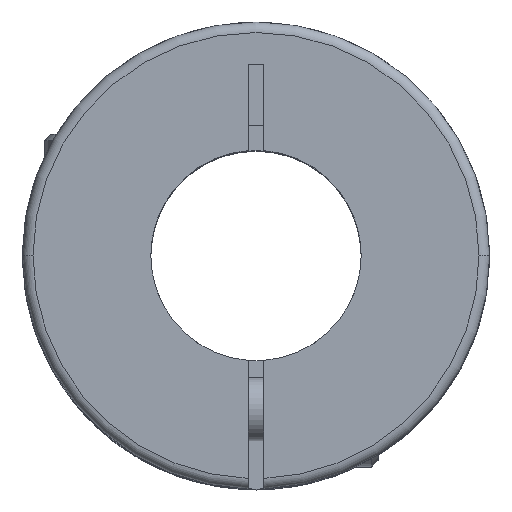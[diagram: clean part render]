
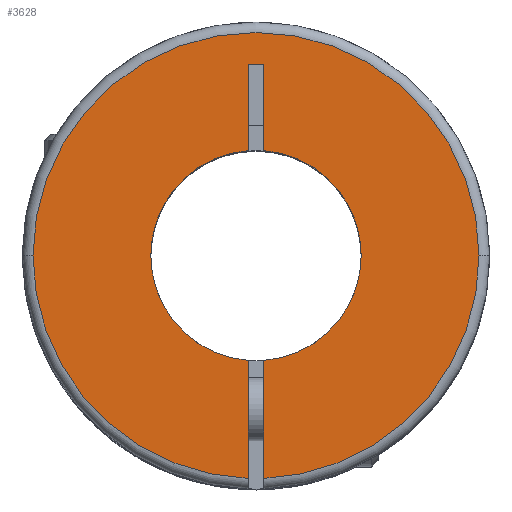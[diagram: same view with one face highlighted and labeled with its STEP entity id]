
A CAD part, top view. The second image highlights one B-rep face of the part: STEP entity #3628.
In plain terms, the highlighted planar face has unit normal (0, 0, 1).
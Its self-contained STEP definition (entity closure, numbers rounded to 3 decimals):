
#38 = DIRECTION ( 'NONE',  ( 0., -1., 0. ) ) ;
#99 = AXIS2_PLACEMENT_3D ( 'NONE', #1769, #722, #1449 ) ;
#104 = VERTEX_POINT ( 'NONE', #1558 ) ;
#124 = DIRECTION ( 'NONE',  ( -1., 0., 0. ) ) ;
#136 = VERTEX_POINT ( 'NONE', #2460 ) ;
#144 = CARTESIAN_POINT ( 'NONE',  ( 0.375, 9.1, 0. ) ) ;
#181 = AXIS2_PLACEMENT_3D ( 'NONE', #315, #3441, #640 ) ;
#210 = VERTEX_POINT ( 'NONE', #4018 ) ;
#266 = VERTEX_POINT ( 'NONE', #2288 ) ;
#314 = VERTEX_POINT ( 'NONE', #3679 ) ;
#315 = CARTESIAN_POINT ( 'NONE',  ( 0., 0., 0. ) ) ;
#322 = ORIENTED_EDGE ( 'NONE', *, *, #1042, .F. ) ;
#341 = LINE ( 'NONE', #414, #3394 ) ;
#414 = CARTESIAN_POINT ( 'NONE',  ( 0.375, -11.1, 0. ) ) ;
#455 = CARTESIAN_POINT ( 'NONE',  ( 0., 0., 0. ) ) ;
#484 = EDGE_CURVE ( 'NONE', #639, #210, #2112, .T. ) ;
#490 = DIRECTION ( 'NONE',  ( 0., 0., -1. ) ) ;
#513 = CIRCLE ( 'NONE', #4365, 5. ) ;
#530 = LINE ( 'NONE', #3607, #2370 ) ;
#569 = CARTESIAN_POINT ( 'NONE',  ( -5., 0., 0. ) ) ;
#619 = ORIENTED_EDGE ( 'NONE', *, *, #1033, .T. ) ;
#639 = VERTEX_POINT ( 'NONE', #3849 ) ;
#640 = DIRECTION ( 'NONE',  ( -1., 0., 0. ) ) ;
#656 = CIRCLE ( 'NONE', #2954, 10.6 ) ;
#701 = CARTESIAN_POINT ( 'NONE',  ( 0., 0., 0. ) ) ;
#722 = DIRECTION ( 'NONE',  ( 0., 0., -1. ) ) ;
#748 = DIRECTION ( 'NONE',  ( 0., 0., -1. ) ) ;
#769 = EDGE_CURVE ( 'NONE', #3390, #1351, #3445, .T. ) ;
#805 = VERTEX_POINT ( 'NONE', #2968 ) ;
#840 = AXIS2_PLACEMENT_3D ( 'NONE', #701, #3031, #38 ) ;
#945 = AXIS2_PLACEMENT_3D ( 'NONE', #2512, #3864, #1654 ) ;
#955 = CARTESIAN_POINT ( 'NONE',  ( -0.375, 4.986, 0. ) ) ;
#997 = CARTESIAN_POINT ( 'NONE',  ( -0.375, 9.1, 0. ) ) ;
#1033 = EDGE_CURVE ( 'NONE', #314, #805, #2023, .T. ) ;
#1042 = EDGE_CURVE ( 'NONE', #210, #266, #656, .T. ) ;
#1160 = EDGE_LOOP ( 'NONE', ( #1206, #1348, #2267, #3202, #3248, #4286, #2583, #619, #2840, #1840, #322 ) ) ;
#1203 = VECTOR ( 'NONE', #2361, 1000. ) ;
#1206 = ORIENTED_EDGE ( 'NONE', *, *, #484, .F. ) ;
#1348 = ORIENTED_EDGE ( 'NONE', *, *, #3680, .F. ) ;
#1351 = VERTEX_POINT ( 'NONE', #955 ) ;
#1363 = EDGE_CURVE ( 'NONE', #104, #1351, #3367, .T. ) ;
#1370 = CARTESIAN_POINT ( 'NONE',  ( 0.375, -10.593, 0. ) ) ;
#1449 = DIRECTION ( 'NONE',  ( -1., 0., 0. ) ) ;
#1558 = CARTESIAN_POINT ( 'NONE',  ( -0.375, 9.1, 0. ) ) ;
#1654 = DIRECTION ( 'NONE',  ( -1., 0., 0. ) ) ;
#1769 = CARTESIAN_POINT ( 'NONE',  ( 0., 0., 0. ) ) ;
#1840 = ORIENTED_EDGE ( 'NONE', *, *, #3180, .F. ) ;
#1863 = DIRECTION ( 'NONE',  ( -1., 0., 0. ) ) ;
#2023 = CIRCLE ( 'NONE', #99, 5. ) ;
#2049 = AXIS2_PLACEMENT_3D ( 'NONE', #455, #3233, #124 ) ;
#2112 = CIRCLE ( 'NONE', #181, 10.6 ) ;
#2117 = EDGE_CURVE ( 'NONE', #4117, #104, #2863, .T. ) ;
#2127 = CIRCLE ( 'NONE', #2049, 10.6 ) ;
#2267 = ORIENTED_EDGE ( 'NONE', *, *, #3755, .T. ) ;
#2288 = CARTESIAN_POINT ( 'NONE',  ( 10.6, 0., 0. ) ) ;
#2342 = DIRECTION ( 'NONE',  ( 0., -1., 0. ) ) ;
#2361 = DIRECTION ( 'NONE',  ( 0., 1., 0. ) ) ;
#2370 = VECTOR ( 'NONE', #4309, 1000. ) ;
#2388 = CARTESIAN_POINT ( 'NONE',  ( 0.375, -11.1, 0. ) ) ;
#2460 = CARTESIAN_POINT ( 'NONE',  ( -0.375, -4.986, 0. ) ) ;
#2512 = CARTESIAN_POINT ( 'NONE',  ( 0., 0., 0. ) ) ;
#2583 = ORIENTED_EDGE ( 'NONE', *, *, #3053, .F. ) ;
#2656 = VERTEX_POINT ( 'NONE', #1370 ) ;
#2720 = CARTESIAN_POINT ( 'NONE',  ( 0., 0., 0. ) ) ;
#2721 = LINE ( 'NONE', #2388, #1203 ) ;
#2792 = DIRECTION ( 'NONE',  ( -1., 0., 0. ) ) ;
#2840 = ORIENTED_EDGE ( 'NONE', *, *, #3574, .F. ) ;
#2863 = LINE ( 'NONE', #2881, #3542 ) ;
#2881 = CARTESIAN_POINT ( 'NONE',  ( 0.375, 9.1, 0. ) ) ;
#2899 = VECTOR ( 'NONE', #2342, 1000. ) ;
#2954 = AXIS2_PLACEMENT_3D ( 'NONE', #2720, #748, #2792 ) ;
#2968 = CARTESIAN_POINT ( 'NONE',  ( 0.375, -4.986, 0. ) ) ;
#3031 = DIRECTION ( 'NONE',  ( 0., 0., -1. ) ) ;
#3053 = EDGE_CURVE ( 'NONE', #314, #4117, #341, .T. ) ;
#3139 = DIRECTION ( 'NONE',  ( 0., 1., 0. ) ) ;
#3180 = EDGE_CURVE ( 'NONE', #266, #2656, #2127, .T. ) ;
#3195 = DIRECTION ( 'NONE',  ( -1., 0., 0. ) ) ;
#3202 = ORIENTED_EDGE ( 'NONE', *, *, #769, .T. ) ;
#3233 = DIRECTION ( 'NONE',  ( 0., 0., -1. ) ) ;
#3248 = ORIENTED_EDGE ( 'NONE', *, *, #1363, .F. ) ;
#3367 = LINE ( 'NONE', #997, #2899 ) ;
#3390 = VERTEX_POINT ( 'NONE', #569 ) ;
#3394 = VECTOR ( 'NONE', #3139, 1000. ) ;
#3404 = FACE_OUTER_BOUND ( 'NONE', #1160, .T. ) ;
#3441 = DIRECTION ( 'NONE',  ( 0., 0., -1. ) ) ;
#3445 = CIRCLE ( 'NONE', #945, 5. ) ;
#3542 = VECTOR ( 'NONE', #3195, 1000. ) ;
#3574 = EDGE_CURVE ( 'NONE', #2656, #805, #2721, .T. ) ;
#3607 = CARTESIAN_POINT ( 'NONE',  ( -0.375, 9.1, 0. ) ) ;
#3628 = ADVANCED_FACE ( 'NONE', ( #3404 ), #3708, .F. ) ;
#3679 = CARTESIAN_POINT ( 'NONE',  ( 0.375, 4.986, 0. ) ) ;
#3680 = EDGE_CURVE ( 'NONE', #136, #639, #530, .T. ) ;
#3708 = PLANE ( 'NONE',  #840 ) ;
#3755 = EDGE_CURVE ( 'NONE', #136, #3390, #513, .T. ) ;
#3849 = CARTESIAN_POINT ( 'NONE',  ( -0.375, -10.593, 0. ) ) ;
#3864 = DIRECTION ( 'NONE',  ( 0., 0., -1. ) ) ;
#4018 = CARTESIAN_POINT ( 'NONE',  ( -10.6, 0., 0. ) ) ;
#4117 = VERTEX_POINT ( 'NONE', #144 ) ;
#4286 = ORIENTED_EDGE ( 'NONE', *, *, #2117, .F. ) ;
#4309 = DIRECTION ( 'NONE',  ( 0., -1., 0. ) ) ;
#4331 = CARTESIAN_POINT ( 'NONE',  ( 0., 0., 0. ) ) ;
#4365 = AXIS2_PLACEMENT_3D ( 'NONE', #4331, #490, #1863 ) ;
